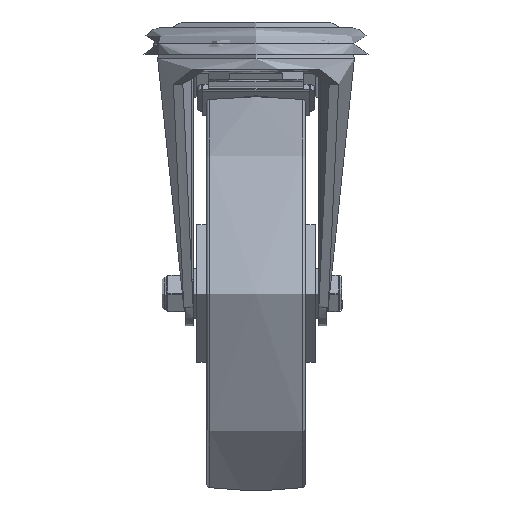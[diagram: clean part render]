
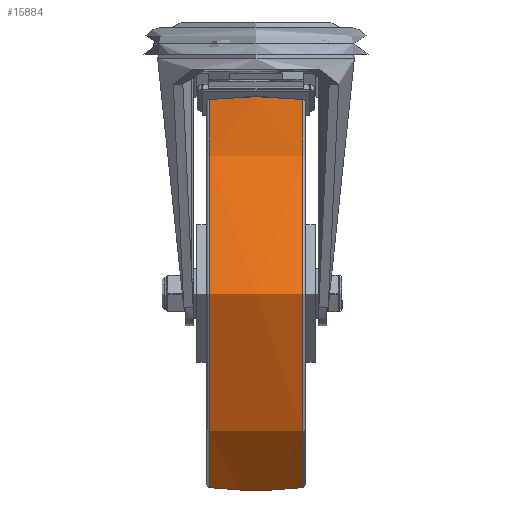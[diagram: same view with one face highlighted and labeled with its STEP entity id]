
A CAD part, left-side view. The second image highlights one B-rep face of the part: STEP entity #15884.
In plain terms, the highlighted free-form (B-spline) face has degree [2, 2] with [3, 9] control points.
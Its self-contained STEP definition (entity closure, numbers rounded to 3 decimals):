
#30=(
BOUNDED_SURFACE()
B_SPLINE_SURFACE(2,2,((#31689,#31690,#31691,#31692,#31693,#31694,#31695,
#31696,#31697),(#31698,#31699,#31700,#31701,#31702,#31703,#31704,#31705,
#31706),(#31707,#31708,#31709,#31710,#31711,#31712,#31713,#31714,#31715)),
 .UNSPECIFIED.,.F.,.T.,.F.)
B_SPLINE_SURFACE_WITH_KNOTS((3,3),(3,2,2,2,3),(-0.113,0.113),
(-3.142,-1.571,0.,1.571,3.142),
 .UNSPECIFIED.)
GEOMETRIC_REPRESENTATION_ITEM()
RATIONAL_B_SPLINE_SURFACE(((1.,0.707,1.,0.707,1.,
0.707,1.,0.707,1.),(0.994,0.703,
0.994,0.703,0.994,0.703,
0.994,0.703,0.994),(1.,0.707,
1.,0.707,1.,0.707,1.,0.707,1.)))
REPRESENTATION_ITEM('')
SURFACE()
);
#4629=FACE_OUTER_BOUND('',#5595,.T.);
#5595=EDGE_LOOP('',(#12573,#12574,#12575,#12576));
#6517=CIRCLE('',#17277,98.656);
#6518=CIRCLE('',#17278,209.083);
#6519=CIRCLE('',#17279,98.656);
#7446=VERTEX_POINT('',#31686);
#7447=VERTEX_POINT('',#31716);
#9316=EDGE_CURVE('',#7446,#7446,#6517,.T.);
#9317=EDGE_CURVE('',#7446,#7447,#6518,.T.);
#9318=EDGE_CURVE('',#7447,#7447,#6519,.T.);
#12573=ORIENTED_EDGE('',*,*,#9316,.F.);
#12574=ORIENTED_EDGE('',*,*,#9317,.T.);
#12575=ORIENTED_EDGE('',*,*,#9318,.T.);
#12576=ORIENTED_EDGE('',*,*,#9317,.F.);
#15884=ADVANCED_FACE('',(#4629),#30,.F.);
#17277=AXIS2_PLACEMENT_3D('',#31688,#19753,#19754);
#17278=AXIS2_PLACEMENT_3D('',#31717,#19755,#19756);
#17279=AXIS2_PLACEMENT_3D('',#31718,#19757,#19758);
#19753=DIRECTION('center_axis',(0.,1.,0.));
#19754=DIRECTION('ref_axis',(0.,0.,1.));
#19755=DIRECTION('center_axis',(-1.,0.,0.));
#19756=DIRECTION('ref_axis',(0.,0.,
-1.));
#19757=DIRECTION('center_axis',(0.,1.,0.));
#19758=DIRECTION('ref_axis',(0.,0.,1.));
#31686=CARTESIAN_POINT('',(0.,23.67,-98.656));
#31688=CARTESIAN_POINT('Origin',(0.,23.67,
0.));
#31689=CARTESIAN_POINT('Ctrl Pts',(0.,-23.67,
-98.656));
#31690=CARTESIAN_POINT('Ctrl Pts',(-98.656,-23.67,
-98.656));
#31691=CARTESIAN_POINT('Ctrl Pts',(-98.656,-23.67,
0.));
#31692=CARTESIAN_POINT('Ctrl Pts',(-98.656,-23.67,
98.656));
#31693=CARTESIAN_POINT('Ctrl Pts',(0.,-23.67,
98.656));
#31694=CARTESIAN_POINT('Ctrl Pts',(98.656,-23.67,98.656));
#31695=CARTESIAN_POINT('Ctrl Pts',(98.656,-23.67,0.));
#31696=CARTESIAN_POINT('Ctrl Pts',(98.656,-23.67,-98.656));
#31697=CARTESIAN_POINT('Ctrl Pts',(0.,-23.67,
-98.656));
#31698=CARTESIAN_POINT('Ctrl Pts',(0.,0.,
-101.353));
#31699=CARTESIAN_POINT('Ctrl Pts',(-101.353,0.,
-101.353));
#31700=CARTESIAN_POINT('Ctrl Pts',(-101.353,0.,
0.));
#31701=CARTESIAN_POINT('Ctrl Pts',(-101.353,0.,
101.353));
#31702=CARTESIAN_POINT('Ctrl Pts',(0.,0.,101.353));
#31703=CARTESIAN_POINT('Ctrl Pts',(101.353,0.,
101.353));
#31704=CARTESIAN_POINT('Ctrl Pts',(101.353,0.,
0.));
#31705=CARTESIAN_POINT('Ctrl Pts',(101.353,0.,
-101.353));
#31706=CARTESIAN_POINT('Ctrl Pts',(0.,0.,
-101.353));
#31707=CARTESIAN_POINT('Ctrl Pts',(0.,23.67,
-98.656));
#31708=CARTESIAN_POINT('Ctrl Pts',(-98.656,23.67,-98.656));
#31709=CARTESIAN_POINT('Ctrl Pts',(-98.656,23.67,0.));
#31710=CARTESIAN_POINT('Ctrl Pts',(-98.656,23.67,98.656));
#31711=CARTESIAN_POINT('Ctrl Pts',(0.,23.67,
98.656));
#31712=CARTESIAN_POINT('Ctrl Pts',(98.656,23.67,98.656));
#31713=CARTESIAN_POINT('Ctrl Pts',(98.656,23.67,0.));
#31714=CARTESIAN_POINT('Ctrl Pts',(98.656,23.67,-98.656));
#31715=CARTESIAN_POINT('Ctrl Pts',(0.,23.67,
-98.656));
#31716=CARTESIAN_POINT('',(0.,-23.67,-98.656));
#31717=CARTESIAN_POINT('Origin',(0.,0.,
109.083));
#31718=CARTESIAN_POINT('Origin',(0.,-23.67,
0.));
